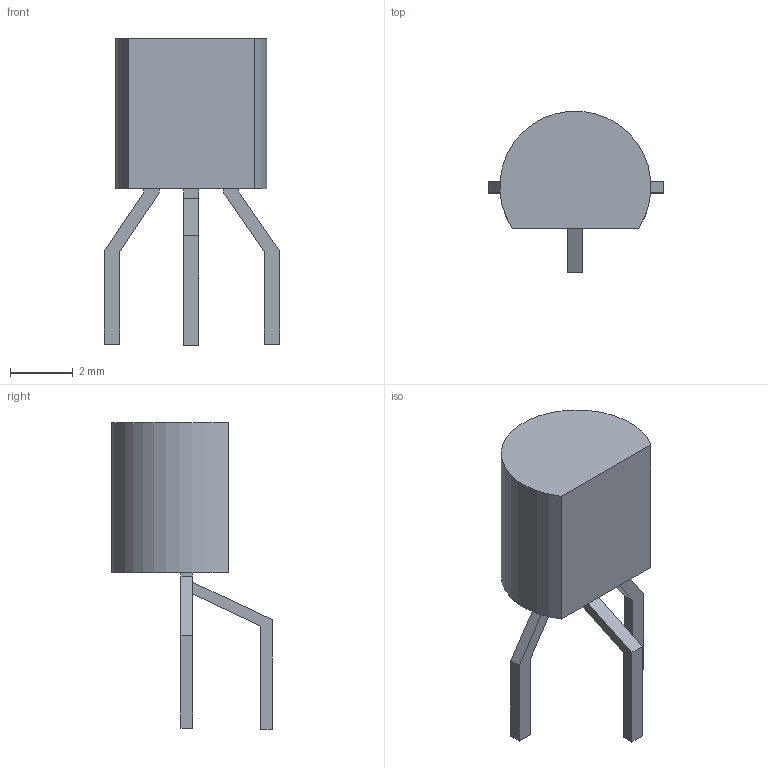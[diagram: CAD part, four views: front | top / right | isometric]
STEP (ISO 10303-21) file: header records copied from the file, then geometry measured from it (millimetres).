
FILE_DESCRIPTION(('FreeCAD Model'),'2;1');
FILE_NAME('TO-92_Wide_Pin2BackPointing.step','2017-12-06T21:42:00',('kicad StepUp') ,('ksu MCAD'),'Open CASCADE STEP processor 6.8','FreeCAD','Unknown');
FILE_SCHEMA(('AUTOMOTIVE_DESIGN_CC2 { 1 2 10303 214 -1 1 5 4 }'));
Length unit declared in the file: millimetre
Products named in the file (1): TO-92_Wide_Pin2BackPointing
Bounding box: 5.62 x 5.14 x 9.8 mm (x, y, z)
Volume: 76.2 mm3; surface area: 129 mm2
Topology: 1 solids, 1 shells, 31 faces, 78 edges, 52 vertices
Faces by surface type: plane 30, cylinder 1
Entity records: 1144 total; most frequent: CARTESIAN_POINT 162, ORIENTED_EDGE 156, DIRECTION 144, EDGE_CURVE 78, LINE 76, VECTOR 76, VERTEX_POINT 52, AXIS2_PLACEMENT_3D 34
